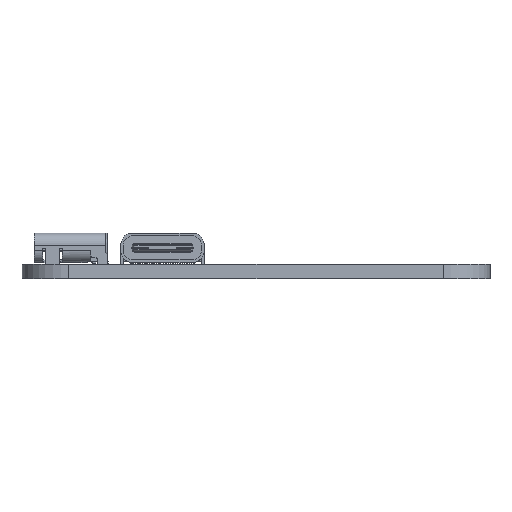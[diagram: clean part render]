
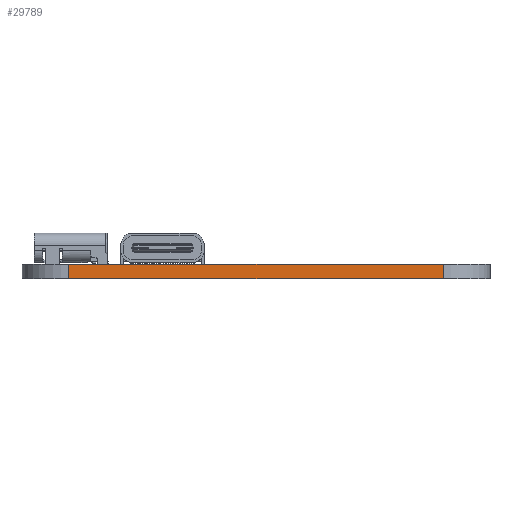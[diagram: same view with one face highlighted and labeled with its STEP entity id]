
A CAD part, left-side view. The second image highlights one B-rep face of the part: STEP entity #29789.
In plain terms, the highlighted planar face has unit normal (-1, 0, 0).
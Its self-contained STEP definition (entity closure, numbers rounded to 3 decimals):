
#29606 = CYLINDRICAL_SURFACE('',#29607,5.);
#29607 = AXIS2_PLACEMENT_3D('',#29608,#29609,#29610);
#29608 = CARTESIAN_POINT('',(5.,45.,0.));
#29609 = DIRECTION('',(-0.,-0.,-1.));
#29610 = DIRECTION('',(1.,0.,-0.));
#29631 = VERTEX_POINT('',#29632);
#29632 = CARTESIAN_POINT('',(0.,45.,1.6));
#29647 = PLANE('',#29648);
#29648 = AXIS2_PLACEMENT_3D('',#29649,#29650,#29651);
#29649 = CARTESIAN_POINT('',(25.,25.,1.6));
#29650 = DIRECTION('',(0.,0.,1.));
#29651 = DIRECTION('',(1.,0.,-0.));
#29659 = EDGE_CURVE('',#29660,#29631,#29662,.T.);
#29660 = VERTEX_POINT('',#29661);
#29661 = CARTESIAN_POINT('',(0.,45.,0.));
#29662 = SURFACE_CURVE('',#29663,(#29667,#29674),.PCURVE_S1.);
#29663 = LINE('',#29664,#29665);
#29664 = CARTESIAN_POINT('',(0.,45.,0.));
#29665 = VECTOR('',#29666,1.);
#29666 = DIRECTION('',(0.,0.,1.));
#29667 = PCURVE('',#29606,#29668);
#29668 = DEFINITIONAL_REPRESENTATION('',(#29669),#29673);
#29669 = LINE('',#29670,#29671);
#29670 = CARTESIAN_POINT('',(-3.142,0.));
#29671 = VECTOR('',#29672,1.);
#29672 = DIRECTION('',(-0.,-1.));
#29673 = ( GEOMETRIC_REPRESENTATION_CONTEXT(2) 
PARAMETRIC_REPRESENTATION_CONTEXT() REPRESENTATION_CONTEXT('2D SPACE',''
  ) );
#29674 = PCURVE('',#29675,#29680);
#29675 = PLANE('',#29676);
#29676 = AXIS2_PLACEMENT_3D('',#29677,#29678,#29679);
#29677 = CARTESIAN_POINT('',(0.,45.,0.));
#29678 = DIRECTION('',(1.,0.,-0.));
#29679 = DIRECTION('',(0.,-1.,0.));
#29680 = DEFINITIONAL_REPRESENTATION('',(#29681),#29685);
#29681 = LINE('',#29682,#29683);
#29682 = CARTESIAN_POINT('',(0.,0.));
#29683 = VECTOR('',#29684,1.);
#29684 = DIRECTION('',(0.,-1.));
#29685 = ( GEOMETRIC_REPRESENTATION_CONTEXT(2) 
PARAMETRIC_REPRESENTATION_CONTEXT() REPRESENTATION_CONTEXT('2D SPACE',''
  ) );
#29702 = PLANE('',#29703);
#29703 = AXIS2_PLACEMENT_3D('',#29704,#29705,#29706);
#29704 = CARTESIAN_POINT('',(25.,25.,0.));
#29705 = DIRECTION('',(0.,0.,1.));
#29706 = DIRECTION('',(1.,0.,-0.));
#29789 = ADVANCED_FACE('',(#29790),#29675,.F.);
#29790 = FACE_BOUND('',#29791,.F.);
#29791 = EDGE_LOOP('',(#29792,#29793,#29816,#29844));
#29792 = ORIENTED_EDGE('',*,*,#29659,.T.);
#29793 = ORIENTED_EDGE('',*,*,#29794,.T.);
#29794 = EDGE_CURVE('',#29631,#29795,#29797,.T.);
#29795 = VERTEX_POINT('',#29796);
#29796 = CARTESIAN_POINT('',(0.,5.,1.6));
#29797 = SURFACE_CURVE('',#29798,(#29802,#29809),.PCURVE_S1.);
#29798 = LINE('',#29799,#29800);
#29799 = CARTESIAN_POINT('',(0.,45.,1.6));
#29800 = VECTOR('',#29801,1.);
#29801 = DIRECTION('',(0.,-1.,0.));
#29802 = PCURVE('',#29675,#29803);
#29803 = DEFINITIONAL_REPRESENTATION('',(#29804),#29808);
#29804 = LINE('',#29805,#29806);
#29805 = CARTESIAN_POINT('',(0.,-1.6));
#29806 = VECTOR('',#29807,1.);
#29807 = DIRECTION('',(1.,0.));
#29808 = ( GEOMETRIC_REPRESENTATION_CONTEXT(2) 
PARAMETRIC_REPRESENTATION_CONTEXT() REPRESENTATION_CONTEXT('2D SPACE',''
  ) );
#29809 = PCURVE('',#29647,#29810);
#29810 = DEFINITIONAL_REPRESENTATION('',(#29811),#29815);
#29811 = LINE('',#29812,#29813);
#29812 = CARTESIAN_POINT('',(-25.,20.));
#29813 = VECTOR('',#29814,1.);
#29814 = DIRECTION('',(0.,-1.));
#29815 = ( GEOMETRIC_REPRESENTATION_CONTEXT(2) 
PARAMETRIC_REPRESENTATION_CONTEXT() REPRESENTATION_CONTEXT('2D SPACE',''
  ) );
#29816 = ORIENTED_EDGE('',*,*,#29817,.F.);
#29817 = EDGE_CURVE('',#29818,#29795,#29820,.T.);
#29818 = VERTEX_POINT('',#29819);
#29819 = CARTESIAN_POINT('',(0.,5.,0.));
#29820 = SURFACE_CURVE('',#29821,(#29825,#29832),.PCURVE_S1.);
#29821 = LINE('',#29822,#29823);
#29822 = CARTESIAN_POINT('',(0.,5.,0.));
#29823 = VECTOR('',#29824,1.);
#29824 = DIRECTION('',(0.,0.,1.));
#29825 = PCURVE('',#29675,#29826);
#29826 = DEFINITIONAL_REPRESENTATION('',(#29827),#29831);
#29827 = LINE('',#29828,#29829);
#29828 = CARTESIAN_POINT('',(40.,0.));
#29829 = VECTOR('',#29830,1.);
#29830 = DIRECTION('',(0.,-1.));
#29831 = ( GEOMETRIC_REPRESENTATION_CONTEXT(2) 
PARAMETRIC_REPRESENTATION_CONTEXT() REPRESENTATION_CONTEXT('2D SPACE',''
  ) );
#29832 = PCURVE('',#29833,#29838);
#29833 = CYLINDRICAL_SURFACE('',#29834,5.);
#29834 = AXIS2_PLACEMENT_3D('',#29835,#29836,#29837);
#29835 = CARTESIAN_POINT('',(5.,5.,0.));
#29836 = DIRECTION('',(-0.,-0.,-1.));
#29837 = DIRECTION('',(1.,0.,-0.));
#29838 = DEFINITIONAL_REPRESENTATION('',(#29839),#29843);
#29839 = LINE('',#29840,#29841);
#29840 = CARTESIAN_POINT('',(-3.142,0.));
#29841 = VECTOR('',#29842,1.);
#29842 = DIRECTION('',(-0.,-1.));
#29843 = ( GEOMETRIC_REPRESENTATION_CONTEXT(2) 
PARAMETRIC_REPRESENTATION_CONTEXT() REPRESENTATION_CONTEXT('2D SPACE',''
  ) );
#29844 = ORIENTED_EDGE('',*,*,#29845,.F.);
#29845 = EDGE_CURVE('',#29660,#29818,#29846,.T.);
#29846 = SURFACE_CURVE('',#29847,(#29851,#29858),.PCURVE_S1.);
#29847 = LINE('',#29848,#29849);
#29848 = CARTESIAN_POINT('',(0.,45.,0.));
#29849 = VECTOR('',#29850,1.);
#29850 = DIRECTION('',(0.,-1.,0.));
#29851 = PCURVE('',#29675,#29852);
#29852 = DEFINITIONAL_REPRESENTATION('',(#29853),#29857);
#29853 = LINE('',#29854,#29855);
#29854 = CARTESIAN_POINT('',(0.,0.));
#29855 = VECTOR('',#29856,1.);
#29856 = DIRECTION('',(1.,0.));
#29857 = ( GEOMETRIC_REPRESENTATION_CONTEXT(2) 
PARAMETRIC_REPRESENTATION_CONTEXT() REPRESENTATION_CONTEXT('2D SPACE',''
  ) );
#29858 = PCURVE('',#29702,#29859);
#29859 = DEFINITIONAL_REPRESENTATION('',(#29860),#29864);
#29860 = LINE('',#29861,#29862);
#29861 = CARTESIAN_POINT('',(-25.,20.));
#29862 = VECTOR('',#29863,1.);
#29863 = DIRECTION('',(0.,-1.));
#29864 = ( GEOMETRIC_REPRESENTATION_CONTEXT(2) 
PARAMETRIC_REPRESENTATION_CONTEXT() REPRESENTATION_CONTEXT('2D SPACE',''
  ) );
